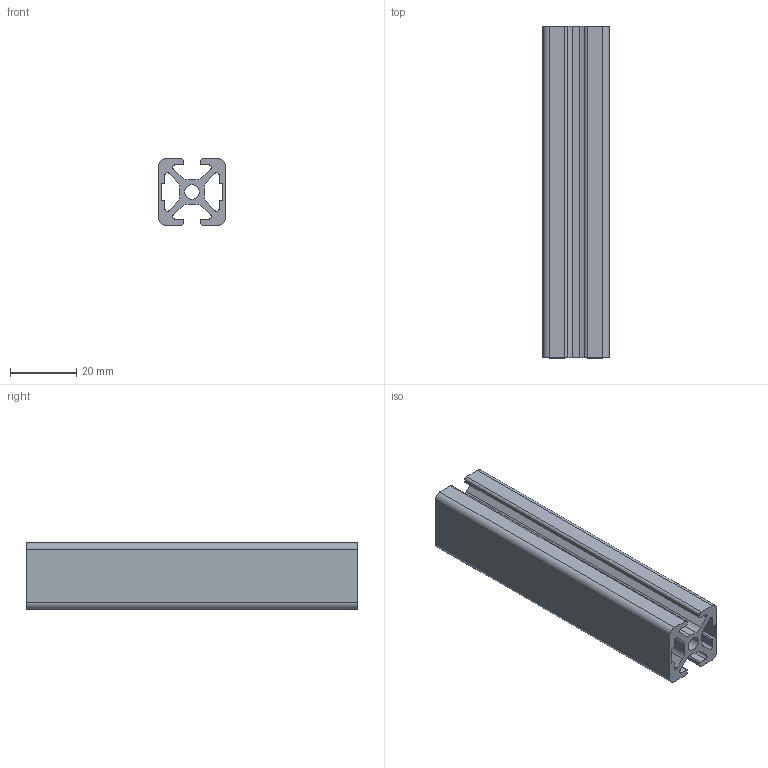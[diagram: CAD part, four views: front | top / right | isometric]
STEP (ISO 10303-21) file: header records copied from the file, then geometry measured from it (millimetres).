
FILE_DESCRIPTION( ( 'Unknown' ), '1' );
FILE_NAME( 'I5-20202NP.stp', 'Unknown', ( 'Unknown' ), ( 'Unknown' ), 'XStep 1.0', 'Unknown', ' ' );
FILE_SCHEMA( ( 'automotive_design' ) );
Length unit declared in the file: millimetre
Products named in the file (1): 1
Bounding box: 20 x 100 x 20 mm (x, y, z)
Volume: 18968.6 mm3; surface area: 19193.1 mm2
Topology: 1 solids, 1 shells, 71 faces, 207 edges, 138 vertices
Faces by surface type: plane 38, cylinder 33
Full cylindrical faces by diameter (mm): 4.3 x1
Entity records: 2958 total; most frequent: CARTESIAN_POINT 416, DIRECTION 416, ORIENTED_EDGE 412, EDGE_CURVE 206, LINE 140, VECTOR 140, AXIS2_PLACEMENT_3D 138, VERTEX_POINT 138
